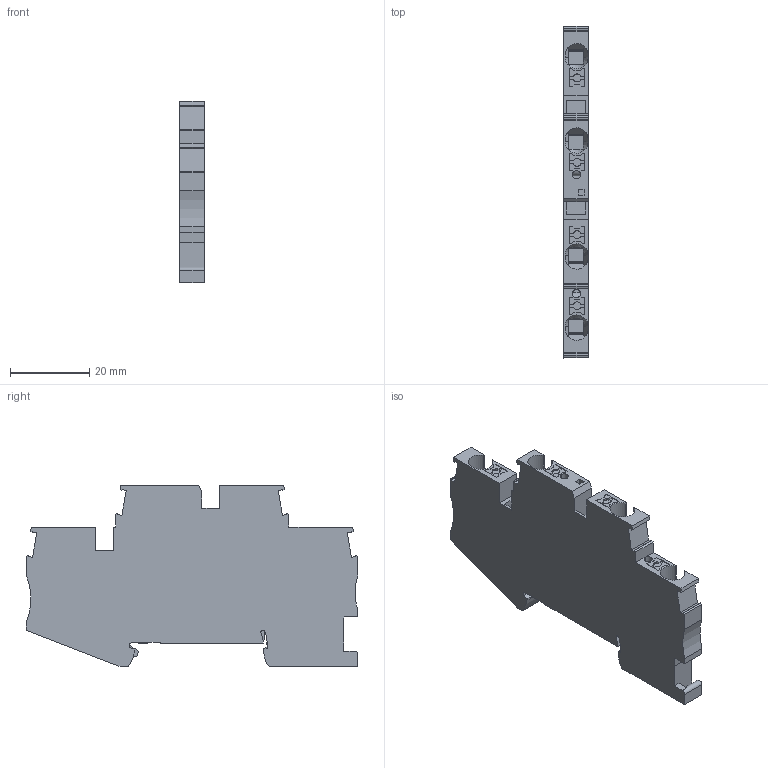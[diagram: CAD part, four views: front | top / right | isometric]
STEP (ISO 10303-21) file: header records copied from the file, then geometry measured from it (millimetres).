
FILE_DESCRIPTION(('Creo Elements/Direct Modeling STEP Export'),'2;1');
FILE_NAME('model.stp','2020-01-24T 0:17:36',(''),(''),'Creo Elements/Direct Modeling STEP processor for AP214 (Solid Model)','Creo Elements/Direct Modeling 20.1A 29-Sep-2018 (C) Parametric Technology GmbH','');
FILE_SCHEMA(('AUTOMOTIVE_DESIGN { 1 0 10303 214 1 1 1 1 }'));
Length unit declared in the file: millimetre
Products named in the file (2): PTTB_4_PE-select
Assembly tree (1 placements, depth 2):
  PTTB_4_PE-select
    PTTB_4_PE-select
Bounding box: 6.15 x 83.65 x 45.85 mm (x, y, z)
Volume: 16306 mm3; surface area: 9262.2 mm2
Topology: 1 solids, 1 shells, 302 faces, 873 edges, 580 vertices
Faces by surface type: plane 259, cylinder 31, torus 8, cone 4
Entity records: 14790 total; most frequent: CARTESIAN_POINT 4434, ORIENTED_EDGE 1746, DIRECTION 1482, EDGE_CURVE 873, VECTOR 708, LINE 708, VERTEX_POINT 580, AXIS2_PLACEMENT_3D 387
